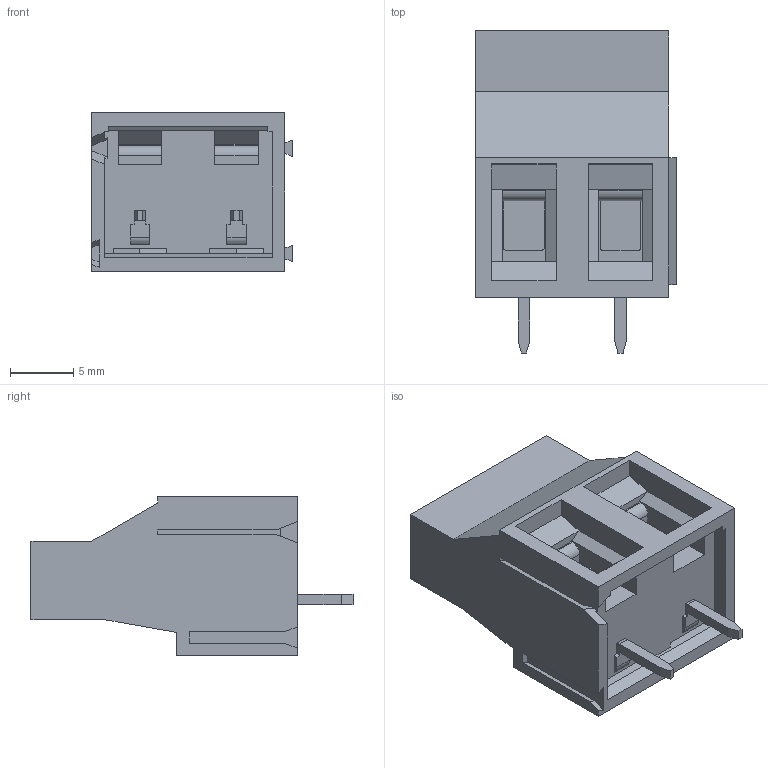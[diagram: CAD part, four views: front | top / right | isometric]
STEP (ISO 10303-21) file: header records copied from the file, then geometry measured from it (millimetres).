
FILE_DESCRIPTION( ( 'STEP AP214' ), '1' );
FILE_NAME( ' ', ' ', ( ' ' ), ( ' ' ), 'PSStep 11.0', 'VISI 17.0', ' ' );
FILE_SCHEMA( ( 'AUTOMOTIVE_DESIGN { 1 0 10303 214 1 1 1 1 }' ) );
Length unit declared in the file: millimetre
Products named in the file (1): 1
Bounding box: 15.84 x 25.4 x 12.5 mm (x, y, z)
Volume: 2349.4 mm3; surface area: 2286.9 mm2
Topology: 1 solids, 3 shells, 208 faces, 582 edges, 382 vertices
Faces by surface type: plane 188, cylinder 16, cone 4
Full cylindrical faces by diameter (mm): 2.6 x2, 4.7 x2, 5 x2
Entity records: 8123 total; most frequent: CARTESIAN_POINT 1145, ORIENTED_EDGE 1124, DIRECTION 1020, EDGE_CURVE 562, LINE 522, VECTOR 522, VERTEX_POINT 374, AXIS2_PLACEMENT_3D 249
